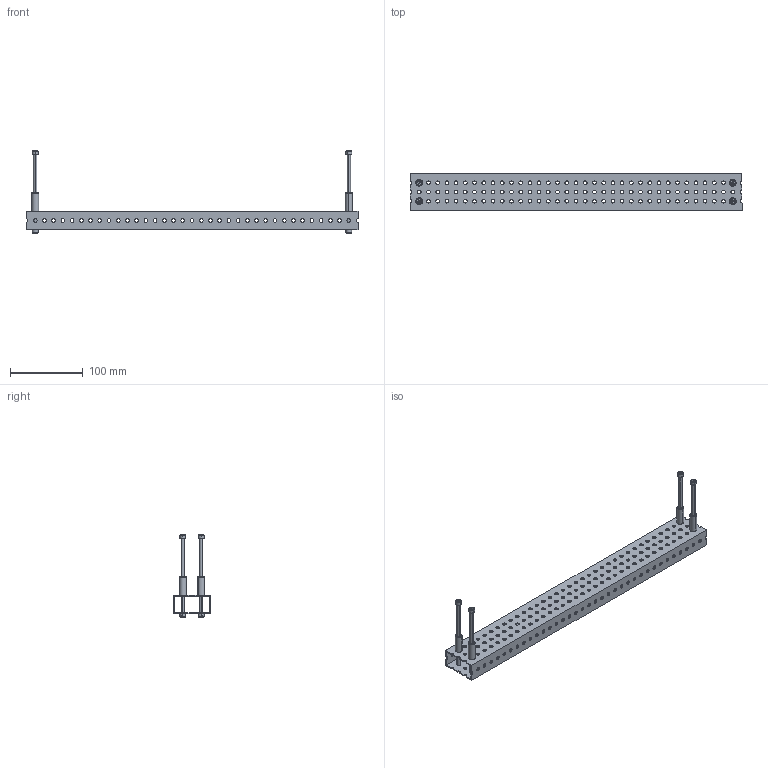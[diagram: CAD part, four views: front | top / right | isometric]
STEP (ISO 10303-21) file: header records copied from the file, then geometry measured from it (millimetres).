
FILE_DESCRIPTION (( 'STEP AP214' ), '1' );
FILE_NAME ('am-5554 Powered Elevator Crossbar Kit.STEP', '2024-12-06T13:39:06', ( '' ), ( '' ), 'SwSTEP 2.0', 'SolidWorks 2024', '' );
FILE_SCHEMA (( 'AUTOMOTIVE_DESIGN' ));
Length unit declared in the file: inch
Products named in the file (5): 10-32x1500_shcs_am-1014 10-32x1500 SHCS; am-5554 Powered Elevator Crossbar Kit; am-3876 1000long .192ID Aluminum Spacer; 10-32x2500_shcs 2_HX-SHCS 0.19-32x1.375x1-C; Extrusion-Crossbar-1
Assembly tree (13 placements, depth 2):
  am-5554 Powered Elevator Crossbar Kit
    Extrusion-Crossbar-1
    am-3876 1000long .192ID Aluminum Spacer  x4
    10-32x1500_shcs_am-1014 10-32x1500 SHCS  x4
    10-32x2500_shcs 2_HX-SHCS 0.19-32x1.375x1-C  x4
Bounding box: 457.2 x 50.8 x 113.54 mm (x, y, z)
Volume: 111459.6 mm3; surface area: 142857.5 mm2
Topology: 13 solids, 13 shells, 878 faces, 2394 edges, 1540 vertices
Faces by surface type: cylinder 630, plane 152, cone 80, torus 16
Entity records: 24358 total; most frequent: DIRECTION 4562, CARTESIAN_POINT 3942, ORIENTED_EDGE 3916, EDGE_CURVE 1958, AXIS2_PLACEMENT_3D 1914, VERTEX_POINT 1294, EDGE_LOOP 1240, CIRCLE 1224
